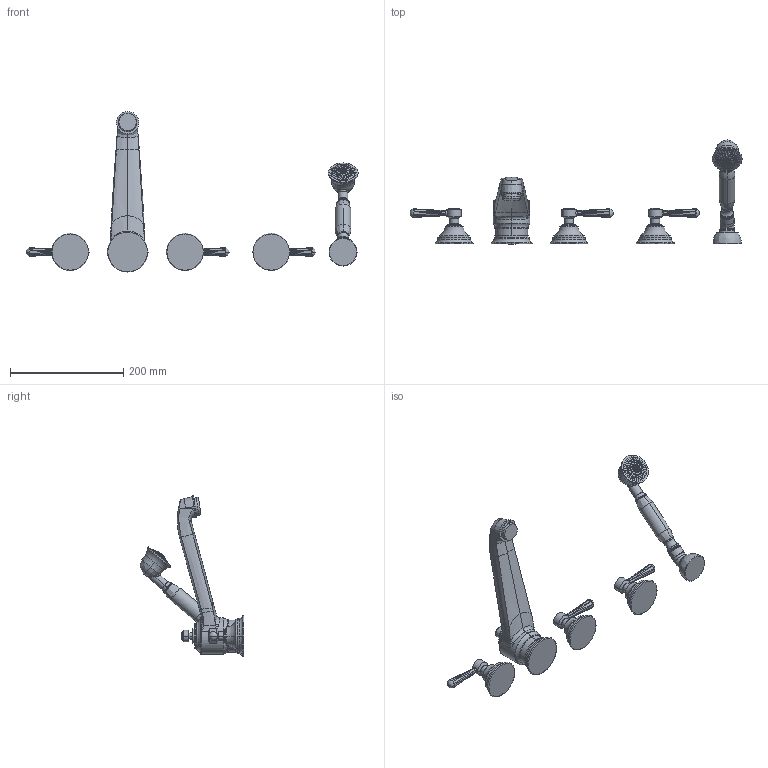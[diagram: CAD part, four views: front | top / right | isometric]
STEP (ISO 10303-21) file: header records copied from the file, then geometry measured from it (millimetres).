
FILE_DESCRIPTION((''),'2;1');
FILE_NAME('3-1667','2021-03-17T15:16:45',('jinson.thomas'),(''),'CREO PARAMETRIC BY PTC INC, 2018400','CREO PARAMETRIC BY PTC INC, 2018400','');
FILE_SCHEMA(('CONFIG_CONTROL_DESIGN'));
Products named in the file (1): 3-1667
Bounding box: 587.11 x 183.64 x 284.76 mm (x, y, z)
Volume: 939489.1 mm3; surface area: 131156 mm2
Topology: 5 solids, 5 shells, 1320 faces, 3304 edges, 2115 vertices
Faces by surface type: plane 496, cylinder 466, bspline 98, torus 92, cone 76, sphere 72, extrusion 20
Entity records: 56004 total; most frequent: CARTESIAN_POINT 25538, ORIENTED_EDGE 6580, DIRECTION 6060, EDGE_CURVE 3290, AXIS2_PLACEMENT_3D 2511, VERTEX_POINT 2115, EDGE_LOOP 1455, FACE_OUTER_BOUND 1320
